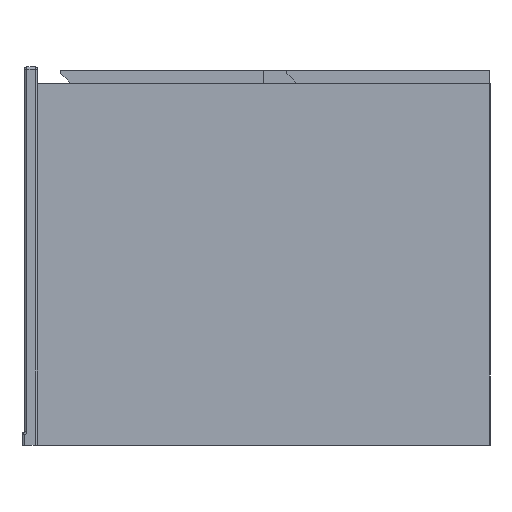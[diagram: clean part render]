
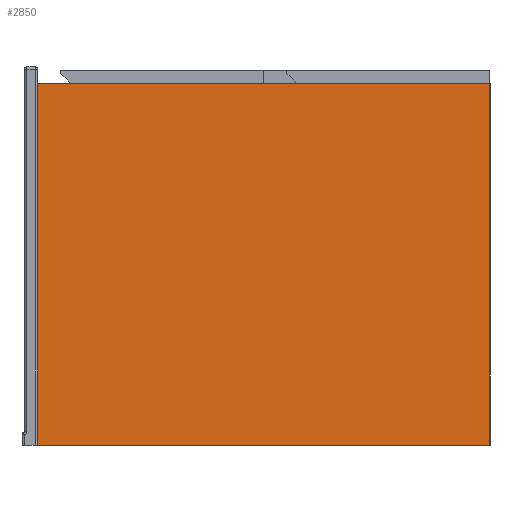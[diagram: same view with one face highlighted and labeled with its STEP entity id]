
A CAD part, left-side view. The second image highlights one B-rep face of the part: STEP entity #2850.
In plain terms, the highlighted planar face has unit normal (-1, 0, 0).
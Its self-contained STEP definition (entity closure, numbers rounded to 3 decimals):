
#50 = DIRECTION ( 'NONE',  ( 0., 1., 0. ) ) ;
#109 = CARTESIAN_POINT ( 'NONE',  ( -744., -275., 440. ) ) ;
#412 = CARTESIAN_POINT ( 'NONE',  ( -744., 275., 440. ) ) ;
#584 = CARTESIAN_POINT ( 'NONE',  ( -744., -275., 0. ) ) ;
#717 = CARTESIAN_POINT ( 'NONE',  ( -744., 275., 440. ) ) ;
#988 = FACE_OUTER_BOUND ( 'NONE', #3095, .T. ) ;
#1123 = DIRECTION ( 'NONE',  ( 0., 0., -1. ) ) ;
#1276 = VERTEX_POINT ( 'NONE', #584 ) ;
#2081 = EDGE_CURVE ( 'NONE', #5520, #2770, #3163, .T. ) ;
#2256 = ORIENTED_EDGE ( 'NONE', *, *, #4414, .T. ) ;
#2352 = LINE ( 'NONE', #717, #3929 ) ;
#2658 = EDGE_CURVE ( 'NONE', #5520, #1276, #4667, .T. ) ;
#2770 = VERTEX_POINT ( 'NONE', #2815 ) ;
#2815 = CARTESIAN_POINT ( 'NONE',  ( -744., 275., 440. ) ) ;
#2850 = ADVANCED_FACE ( 'NONE', ( #988 ), #4153, .T. ) ;
#3095 = EDGE_LOOP ( 'NONE', ( #4048, #3210, #3732, #2256 ) ) ;
#3163 = LINE ( 'NONE', #412, #5307 ) ;
#3208 = AXIS2_PLACEMENT_3D ( 'NONE', #4585, #3270, #5038 ) ;
#3210 = ORIENTED_EDGE ( 'NONE', *, *, #2658, .F. ) ;
#3270 = DIRECTION ( 'NONE',  ( -1., 0., 0. ) ) ;
#3346 = VECTOR ( 'NONE', #5345, 1000. ) ;
#3509 = CARTESIAN_POINT ( 'NONE',  ( -744., 275., 0. ) ) ;
#3732 = ORIENTED_EDGE ( 'NONE', *, *, #2081, .T. ) ;
#3861 = VECTOR ( 'NONE', #50, 1000. ) ;
#3929 = VECTOR ( 'NONE', #1123, 1000. ) ;
#4048 = ORIENTED_EDGE ( 'NONE', *, *, #4637, .F. ) ;
#4153 = PLANE ( 'NONE',  #3208 ) ;
#4315 = DIRECTION ( 'NONE',  ( 0., 1., 0. ) ) ;
#4339 = VERTEX_POINT ( 'NONE', #4405 ) ;
#4405 = CARTESIAN_POINT ( 'NONE',  ( -744., 275., 0. ) ) ;
#4414 = EDGE_CURVE ( 'NONE', #2770, #4339, #2352, .T. ) ;
#4585 = CARTESIAN_POINT ( 'NONE',  ( -744., 275., 440. ) ) ;
#4637 = EDGE_CURVE ( 'NONE', #1276, #4339, #4732, .T. ) ;
#4667 = LINE ( 'NONE', #5306, #3346 ) ;
#4732 = LINE ( 'NONE', #3509, #3861 ) ;
#5038 = DIRECTION ( 'NONE',  ( 0., 0., 1. ) ) ;
#5306 = CARTESIAN_POINT ( 'NONE',  ( -744., -275., 440. ) ) ;
#5307 = VECTOR ( 'NONE', #4315, 1000. ) ;
#5345 = DIRECTION ( 'NONE',  ( 0., 0., -1. ) ) ;
#5520 = VERTEX_POINT ( 'NONE', #109 ) ;
